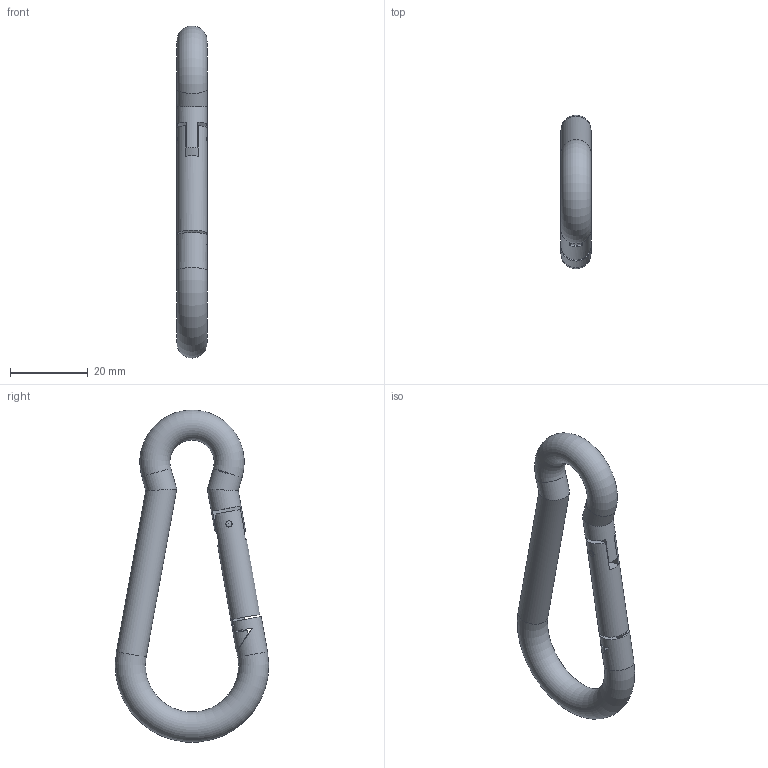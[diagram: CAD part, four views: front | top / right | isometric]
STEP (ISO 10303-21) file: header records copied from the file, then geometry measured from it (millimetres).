
FILE_DESCRIPTION(/* description */ ('Karabinerhaken'),/* implementation_level */ '2;1');
FILE_NAME(/* name */ '415901309 Karabinerhaken.stp',/* time_stamp */ '2020-07-17T11:32:27+02:00',/* author */ ('wheldmann'),/* organization */ (''),/* preprocessor_version */ 'ST-DEVELOPER v17.2',/* originating_system */ 'Autodesk Inventor 2019',/* authorisation */ '');
FILE_SCHEMA (('AUTOMOTIVE_DESIGN { 1 0 10303 214 3 1 1 }'));
Length unit declared in the file: millimetre
Products named in the file (1): 415901309
Bounding box: 8.15 x 39.6 x 85.61 mm (x, y, z)
Volume: 8670.1 mm3; surface area: 5026.5 mm2
Topology: 1 solids, 1 shells, 43 faces, 133 edges, 93 vertices
Faces by surface type: plane 25, cylinder 11, torus 5, bspline 2
Full cylindrical faces by diameter (mm): 1.6 x4, 7.66 x1, 7.77 x5
Entity records: 2034 total; most frequent: CARTESIAN_POINT 759, ORIENTED_EDGE 262, DIRECTION 262, EDGE_CURVE 131, AXIS2_PLACEMENT_3D 103, VERTEX_POINT 93, LINE 56, VECTOR 56
